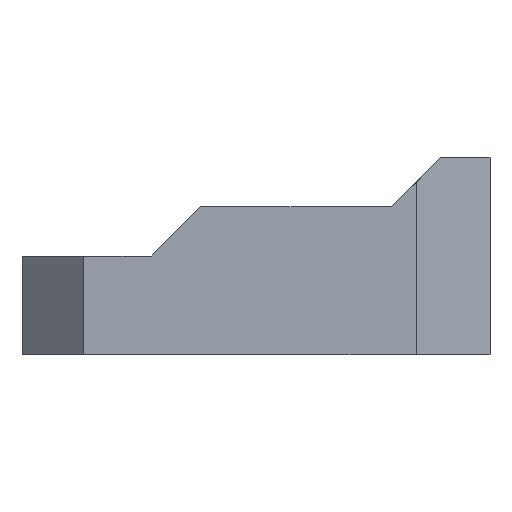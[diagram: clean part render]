
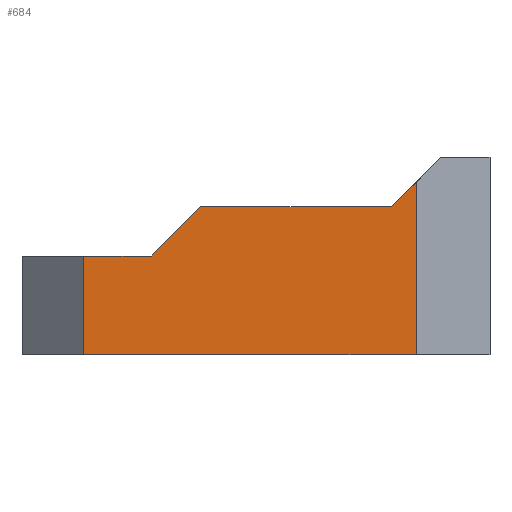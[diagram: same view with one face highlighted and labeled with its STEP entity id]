
A CAD part, front view. The second image highlights one B-rep face of the part: STEP entity #684.
In plain terms, the highlighted planar face has unit normal (0, -1, 0).
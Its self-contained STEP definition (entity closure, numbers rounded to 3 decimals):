
#29=PLANE('',#753);
#67=FACE_OUTER_BOUND('',#101,.T.);
#101=EDGE_LOOP('',(#552,#553,#554,#555,#556,#557,#558));
#140=LINE('',#1054,#216);
#142=LINE('',#1059,#218);
#153=LINE('',#1082,#229);
#166=LINE('',#1104,#242);
#173=LINE('',#1121,#249);
#174=LINE('',#1122,#250);
#175=LINE('',#1123,#251);
#216=VECTOR('',#842,1000.);
#218=VECTOR('',#846,1000.);
#229=VECTOR('',#861,1000.);
#242=VECTOR('',#880,1000.);
#249=VECTOR('',#895,1000.);
#250=VECTOR('',#896,1000.);
#251=VECTOR('',#897,1000.);
#327=VERTEX_POINT('',#1048);
#329=VERTEX_POINT('',#1052);
#331=VERTEX_POINT('',#1058);
#341=VERTEX_POINT('',#1081);
#347=VERTEX_POINT('',#1102);
#352=VERTEX_POINT('',#1119);
#353=VERTEX_POINT('',#1120);
#400=EDGE_CURVE('',#329,#327,#140,.T.);
#402=EDGE_CURVE('',#327,#331,#142,.T.);
#413=EDGE_CURVE('',#331,#341,#153,.T.);
#426=EDGE_CURVE('',#329,#347,#166,.T.);
#434=EDGE_CURVE('',#352,#353,#173,.T.);
#435=EDGE_CURVE('',#352,#341,#174,.T.);
#436=EDGE_CURVE('',#353,#347,#175,.T.);
#552=ORIENTED_EDGE('',*,*,#434,.F.);
#553=ORIENTED_EDGE('',*,*,#435,.T.);
#554=ORIENTED_EDGE('',*,*,#413,.F.);
#555=ORIENTED_EDGE('',*,*,#402,.F.);
#556=ORIENTED_EDGE('',*,*,#400,.F.);
#557=ORIENTED_EDGE('',*,*,#426,.T.);
#558=ORIENTED_EDGE('',*,*,#436,.F.);
#684=ADVANCED_FACE('',(#67),#29,.F.);
#753=AXIS2_PLACEMENT_3D('',#1118,#893,#894);
#842=DIRECTION('',(0.707,0.,0.707));
#846=DIRECTION('',(1.,0.,0.));
#861=DIRECTION('',(0.707,0.,0.707));
#880=DIRECTION('',(-1.,0.,0.));
#893=DIRECTION('center_axis',(0.,1.,0.));
#894=DIRECTION('ref_axis',(0.,0.,1.));
#895=DIRECTION('',(-1.,0.,0.));
#896=DIRECTION('',(0.,0.,1.));
#897=DIRECTION('',(0.,0.,1.));
#1048=CARTESIAN_POINT('',(14.5,0.,12.));
#1052=CARTESIAN_POINT('',(10.5,0.,8.));
#1054=CARTESIAN_POINT('',(16.25,0.,13.75));
#1058=CARTESIAN_POINT('',(30.,0.,12.));
#1059=CARTESIAN_POINT('',(14.5,0.,12.));
#1081=CARTESIAN_POINT('',(32.,0.,14.));
#1082=CARTESIAN_POINT('',(24.,0.,6.));
#1102=CARTESIAN_POINT('',(5.,0.,8.));
#1104=CARTESIAN_POINT('',(14.5,0.,8.));
#1118=CARTESIAN_POINT('Origin',(30.,0.,0.));
#1119=CARTESIAN_POINT('',(32.,0.,0.));
#1120=CARTESIAN_POINT('',(5.,0.,0.));
#1121=CARTESIAN_POINT('',(5.,0.,0.));
#1122=CARTESIAN_POINT('',(32.,0.,0.));
#1123=CARTESIAN_POINT('',(5.,0.,4.));
